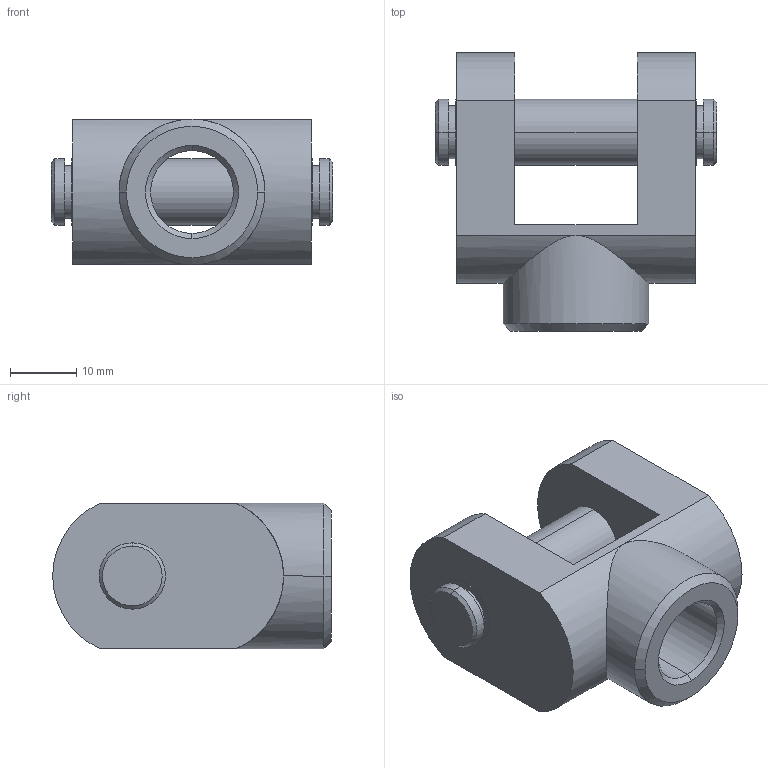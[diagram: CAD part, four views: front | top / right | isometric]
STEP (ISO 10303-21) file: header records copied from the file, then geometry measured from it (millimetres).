
FILE_DESCRIPTION (( 'STEP AP203' ), '1' );
FILE_NAME ('HRC-32M.step', '2015-12-02T21:07:11', ( '' ), ( '' ), 'SwSTEP 2.0', 'SolidWorks 2015', '' );
FILE_SCHEMA (( 'CONFIG_CONTROL_DESIGN' ));
Length unit declared in the file: millimetre
Products named in the file (1): HRC-32M
Bounding box: 42.4 x 42 x 22 mm (x, y, z)
Volume: 17803.4 mm3; surface area: 7847.7 mm2
Topology: 2 solids, 2 shells, 46 faces, 102 edges, 64 vertices
Faces by surface type: cylinder 22, plane 14, cone 10
Entity records: 1475 total; most frequent: CARTESIAN_POINT 329, DIRECTION 242, ORIENTED_EDGE 204, EDGE_CURVE 102, AXIS2_PLACEMENT_3D 97, VERTEX_POINT 64, EDGE_LOOP 56, CIRCLE 50
